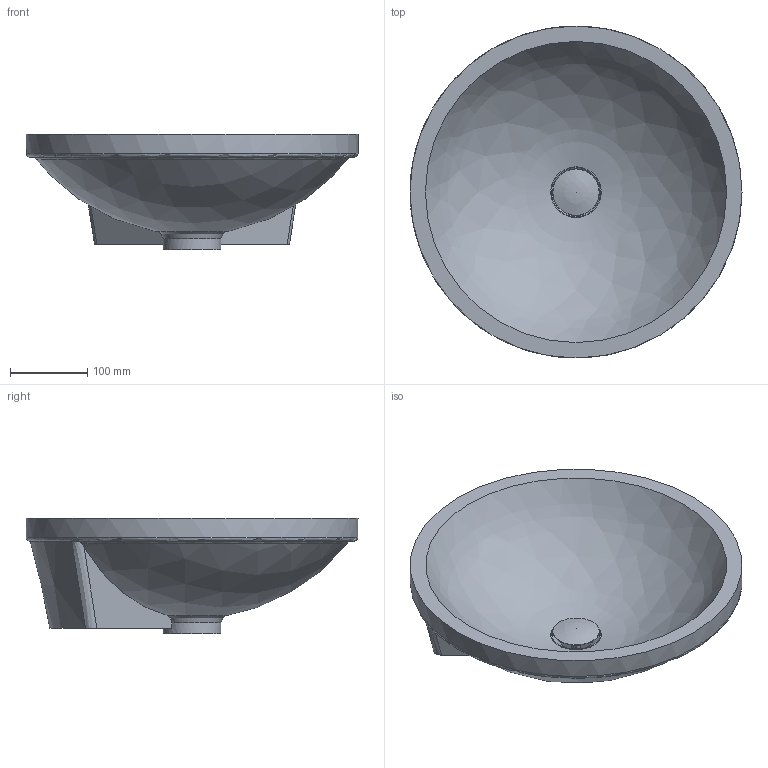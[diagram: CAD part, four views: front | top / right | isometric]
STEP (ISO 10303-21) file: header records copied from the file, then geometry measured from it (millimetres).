
FILE_DESCRIPTION((''),'2;1');
FILE_NAME('046340.stp','2008-01-16T12:51:57',('Huebner'),(''),'Autodesk Inventor 11','Autodesk Inventor 11','');
FILE_SCHEMA(('AUTOMOTIVE_DESIGN { 1 0 10303 214 1 1 1 1 }'));
Length unit declared in the file: millimetre
Products named in the file (4): 46340; Stopfen; Kelch
Assembly tree (3 placements, depth 2):
  46340
    46340
    Stopfen
    Kelch
Bounding box: 430 x 430 x 150 mm (x, y, z)
Volume: 5524762 mm3; surface area: 465019.8 mm2
Topology: 3 solids, 3 shells, 52 faces, 129 edges, 83 vertices
Faces by surface type: plane 20, cylinder 14, torus 7, bspline 6, cone 4, sphere 1
Full cylindrical faces by diameter (mm): 42 x1, 44 x1, 52 x1, 60 x1, 75 x1, 430 x1
Entity records: 2051 total; most frequent: CARTESIAN_POINT 801, DIRECTION 252, ORIENTED_EDGE 222, EDGE_CURVE 111, AXIS2_PLACEMENT_3D 108, VERTEX_POINT 79, EDGE_LOOP 70, CIRCLE 55
